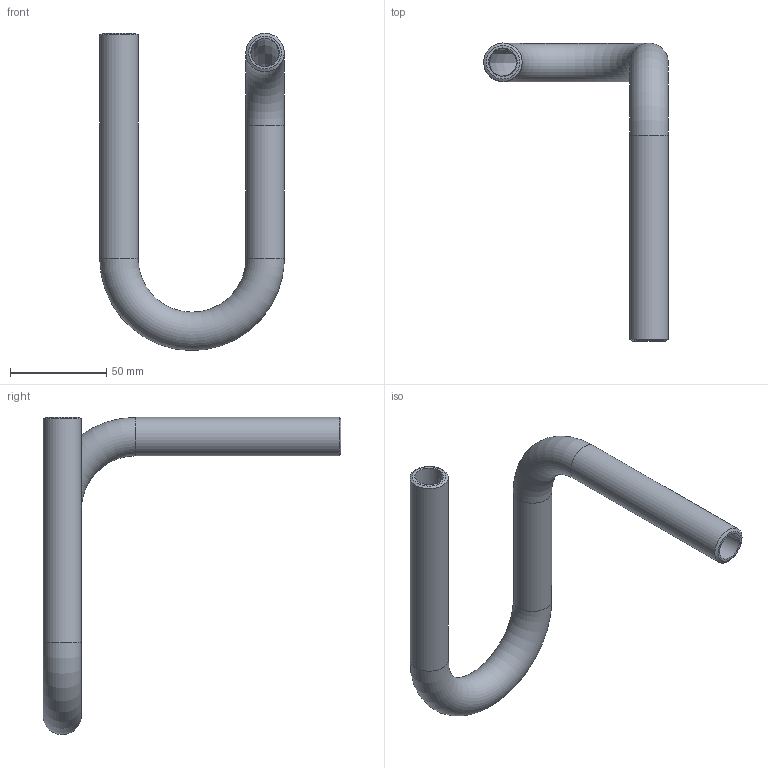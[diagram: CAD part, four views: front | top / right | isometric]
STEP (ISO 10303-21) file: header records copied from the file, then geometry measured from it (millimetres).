
FILE_DESCRIPTION( ( 'Unknown' ), '1' );
FILE_NAME( '1009304X.stp', 'Unknown', ( 'Peter Nanko' ), ( 'Armaturen Arndt' ), 'PSStep 14.0', 'Solid Edge ST4', ' ' );
FILE_SCHEMA( ( 'AUTOMOTIVE_DESIGN { 1 0 10303 214 1 1 1 1 }' ) );
Length unit declared in the file: millimetre
Products named in the file (1): 1
Bounding box: 96 x 155 x 164.99 mm (x, y, z)
Volume: 67137.6 mm3; surface area: 51813.3 mm2
Topology: 1 solids, 1 shells, 11 faces, 23 edges, 14 vertices
Faces by surface type: cylinder 3, plane 2, bspline 2, torus 2, cone 2
Full cylindrical faces by diameter (mm): 20 x3
Entity records: 1498 total; most frequent: CARTESIAN_POINT 1208, DIRECTION 42, EDGE_LOOP 22, ORIENTED_EDGE 22, AXIS2_PLACEMENT_3D 21, FACE_OUTER_BOUND 18, STYLED_ITEM 11, PRESENTATION_STYLE_ASSIGNMENT 11
